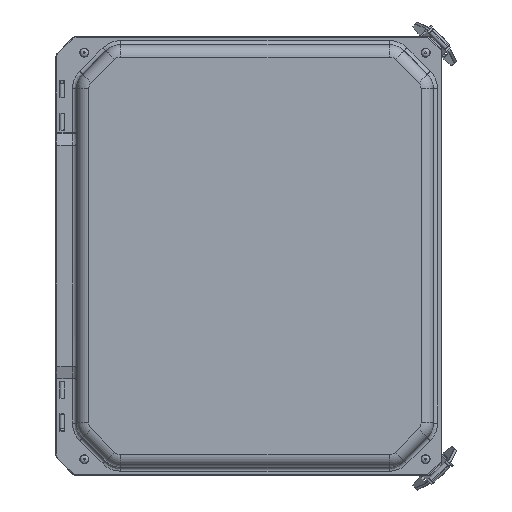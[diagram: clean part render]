
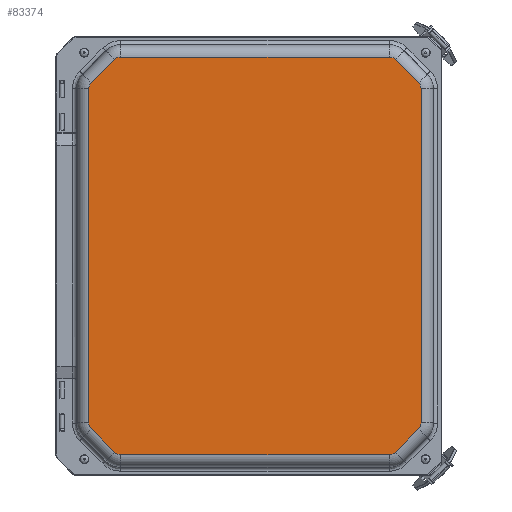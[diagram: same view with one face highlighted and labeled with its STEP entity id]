
A CAD part, top view. The second image highlights one B-rep face of the part: STEP entity #83374.
In plain terms, the highlighted planar face has unit normal (0, 0, 1).
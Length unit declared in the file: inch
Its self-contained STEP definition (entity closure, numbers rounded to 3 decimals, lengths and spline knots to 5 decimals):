
#749 = CARTESIAN_POINT ( 'NONE',  ( -5.0135, -5.29806, 6.312 ) ) ;
#2437 = CARTESIAN_POINT ( 'NONE',  ( -4.11756, -5.835, 6.312 ) ) ;
#3457 = VERTEX_POINT ( 'NONE', #749 ) ;
#4240 = LINE ( 'NONE', #43732, #95757 ) ;
#4906 = LINE ( 'NONE', #76688, #104274 ) ;
#7851 = AXIS2_PLACEMENT_3D ( 'NONE', #42561, #62478, #11728 ) ;
#7896 = VERTEX_POINT ( 'NONE', #19232 ) ;
#7967 = VERTEX_POINT ( 'NONE', #11286 ) ;
#8879 = DIRECTION ( 'NONE',  ( 1., 0., 0. ) ) ;
#9606 = EDGE_CURVE ( 'NONE', #7896, #109426, #120624, .T. ) ;
#11286 = CARTESIAN_POINT ( 'NONE',  ( -4.11756, 6.08886, 6.312 ) ) ;
#11728 = DIRECTION ( 'NONE',  ( 1., 0., 0. ) ) ;
#12506 = DIRECTION ( 'NONE',  ( 0., 0., 1. ) ) ;
#15107 = ORIENTED_EDGE ( 'NONE', *, *, #25618, .T. ) ;
#15970 = EDGE_CURVE ( 'NONE', #7967, #83110, #48957, .T. ) ;
#18553 = CIRCLE ( 'NONE', #76106, 0.25386 ) ;
#19232 = CARTESIAN_POINT ( 'NONE',  ( 4.29706, 6.0145, 6.312 ) ) ;
#20268 = EDGE_CURVE ( 'NONE', #29699, #125460, #127366, .T. ) ;
#20540 = CARTESIAN_POINT ( 'NONE',  ( 4.11756, -6.08886, 6.312 ) ) ;
#21465 = AXIS2_PLACEMENT_3D ( 'NONE', #98818, #57296, #117358 ) ;
#22715 = DIRECTION ( 'NONE',  ( 0., 0., 1. ) ) ;
#24038 = CARTESIAN_POINT ( 'NONE',  ( -4.11756, 5.835, 6.312 ) ) ;
#24257 = EDGE_CURVE ( 'NONE', #109058, #55563, #109845, .T. ) ;
#24376 = ORIENTED_EDGE ( 'NONE', *, *, #93893, .T. ) ;
#24625 = VERTEX_POINT ( 'NONE', #68085 ) ;
#24630 = EDGE_CURVE ( 'NONE', #24625, #29699, #106448, .T. ) ;
#25166 = DIRECTION ( 'NONE',  ( 0.707, -0.707, 0. ) ) ;
#25618 = EDGE_CURVE ( 'NONE', #55563, #96823, #83615, .T. ) ;
#26071 = VERTEX_POINT ( 'NONE', #112490 ) ;
#29699 = VERTEX_POINT ( 'NONE', #20540 ) ;
#31021 = EDGE_CURVE ( 'NONE', #37579, #103435, #54619, .T. ) ;
#32276 = VERTEX_POINT ( 'NONE', #61931 ) ;
#32719 = EDGE_CURVE ( 'NONE', #103435, #3457, #47980, .T. ) ;
#33140 = ORIENTED_EDGE ( 'NONE', *, *, #9606, .T. ) ;
#33363 = DIRECTION ( 'NONE',  ( -0.707, -0.707, 0. ) ) ;
#33398 = VECTOR ( 'NONE', #25166, 39.37008 ) ;
#33575 = CARTESIAN_POINT ( 'NONE',  ( 5.08786, 0., 6.312 ) ) ;
#35333 = AXIS2_PLACEMENT_3D ( 'NONE', #121566, #102552, #122010 ) ;
#35780 = ORIENTED_EDGE ( 'NONE', *, *, #118201, .T. ) ;
#36241 = ORIENTED_EDGE ( 'NONE', *, *, #43780, .T. ) ;
#36485 = ORIENTED_EDGE ( 'NONE', *, *, #15970, .T. ) ;
#36506 = ORIENTED_EDGE ( 'NONE', *, *, #66053, .T. ) ;
#37579 = VERTEX_POINT ( 'NONE', #47242 ) ;
#39495 = DIRECTION ( 'NONE',  ( 1., 0., 0. ) ) ;
#40580 = ORIENTED_EDGE ( 'NONE', *, *, #20268, .T. ) ;
#41042 = LINE ( 'NONE', #107244, #42684 ) ;
#42561 = CARTESIAN_POINT ( 'NONE',  ( 4.834, -5.11856, 6.312 ) ) ;
#42684 = VECTOR ( 'NONE', #87828, 39.37008 ) ;
#43732 = CARTESIAN_POINT ( 'NONE',  ( 4.29706, -6.0145, 6.312 ) ) ;
#43780 = EDGE_CURVE ( 'NONE', #96823, #58317, #106234, .T. ) ;
#45737 = CARTESIAN_POINT ( 'NONE',  ( 4.29706, -6.0145, 6.312 ) ) ;
#46088 = CARTESIAN_POINT ( 'NONE',  ( 0., -6.08886, 6.312 ) ) ;
#47218 = CARTESIAN_POINT ( 'NONE',  ( -4.834, -5.11856, 6.312 ) ) ;
#47242 = CARTESIAN_POINT ( 'NONE',  ( -5.08786, 5.11856, 6.312 ) ) ;
#47637 = DIRECTION ( 'NONE',  ( 0., 0., 1. ) ) ;
#47980 = CIRCLE ( 'NONE', #76454, 0.25386 ) ;
#47998 = CARTESIAN_POINT ( 'NONE',  ( 5.08786, 5.11856, 6.312 ) ) ;
#48023 = VECTOR ( 'NONE', #125581, 39.37008 ) ;
#48957 = CIRCLE ( 'NONE', #73347, 0.25386 ) ;
#51281 = EDGE_CURVE ( 'NONE', #26071, #37579, #78720, .T. ) ;
#53841 = DIRECTION ( 'NONE',  ( 0.707, 0.707, 0. ) ) ;
#54619 = LINE ( 'NONE', #56238, #122557 ) ;
#55563 = VERTEX_POINT ( 'NONE', #88503 ) ;
#55589 = CARTESIAN_POINT ( 'NONE',  ( 4.11756, -5.835, 6.312 ) ) ;
#56238 = CARTESIAN_POINT ( 'NONE',  ( -5.08786, 0., 6.312 ) ) ;
#57296 = DIRECTION ( 'NONE',  ( 0., 0., 1. ) ) ;
#58317 = VERTEX_POINT ( 'NONE', #120583 ) ;
#58926 = CARTESIAN_POINT ( 'NONE',  ( 4.834, 5.11856, 6.312 ) ) ;
#59149 = FACE_OUTER_BOUND ( 'NONE', #118600, .T. ) ;
#61931 = CARTESIAN_POINT ( 'NONE',  ( -4.29706, -6.0145, 6.312 ) ) ;
#62128 = DIRECTION ( 'NONE',  ( 1., 0., 0. ) ) ;
#62478 = DIRECTION ( 'NONE',  ( 0., 0., 1. ) ) ;
#62571 = DIRECTION ( 'NONE',  ( 0., 0., 1. ) ) ;
#64975 = DIRECTION ( 'NONE',  ( 0., 1., 0. ) ) ;
#65211 = ORIENTED_EDGE ( 'NONE', *, *, #51281, .T. ) ;
#66053 = EDGE_CURVE ( 'NONE', #109426, #7967, #41042, .T. ) ;
#66196 = DIRECTION ( 'NONE',  ( 0., -1., 0. ) ) ;
#67846 = DIRECTION ( 'NONE',  ( -0.707, 0.707, 0. ) ) ;
#68085 = CARTESIAN_POINT ( 'NONE',  ( -4.11756, -6.08886, 6.312 ) ) ;
#70377 = ORIENTED_EDGE ( 'NONE', *, *, #97489, .T. ) ;
#73347 = AXIS2_PLACEMENT_3D ( 'NONE', #24038, #22715, #93793 ) ;
#76106 = AXIS2_PLACEMENT_3D ( 'NONE', #2437, #12506, #113568 ) ;
#76454 = AXIS2_PLACEMENT_3D ( 'NONE', #47218, #47637, #8879 ) ;
#76688 = CARTESIAN_POINT ( 'NONE',  ( 5.0135, 5.29806, 6.312 ) ) ;
#77393 = AXIS2_PLACEMENT_3D ( 'NONE', #55589, #126295, #66196 ) ;
#78720 = CIRCLE ( 'NONE', #35333, 0.25386 ) ;
#81595 = CARTESIAN_POINT ( 'NONE',  ( 4.11756, 5.835, 6.312 ) ) ;
#83110 = VERTEX_POINT ( 'NONE', #91026 ) ;
#83374 = ADVANCED_FACE ( 'NONE', ( #59149 ), #107615, .T. ) ;
#83615 = LINE ( 'NONE', #33575, #124666 ) ;
#85665 = CARTESIAN_POINT ( 'NONE',  ( -5.0135, -5.29806, 6.312 ) ) ;
#87116 = CARTESIAN_POINT ( 'NONE',  ( 5.0135, -5.29806, 6.312 ) ) ;
#87732 = ORIENTED_EDGE ( 'NONE', *, *, #24257, .T. ) ;
#87828 = DIRECTION ( 'NONE',  ( -1., 0., 0. ) ) ;
#88503 = CARTESIAN_POINT ( 'NONE',  ( 5.08786, -5.11856, 6.312 ) ) ;
#91026 = CARTESIAN_POINT ( 'NONE',  ( -4.29706, 6.0145, 6.312 ) ) ;
#91570 = EDGE_CURVE ( 'NONE', #58317, #7896, #4906, .T. ) ;
#93793 = DIRECTION ( 'NONE',  ( 0., -1., 0. ) ) ;
#93893 = EDGE_CURVE ( 'NONE', #83110, #26071, #103953, .T. ) ;
#93895 = CARTESIAN_POINT ( 'NONE',  ( -4.29706, 6.0145, 6.312 ) ) ;
#95757 = VECTOR ( 'NONE', #53841, 39.37008 ) ;
#96458 = DIRECTION ( 'NONE',  ( 0., -1., 0. ) ) ;
#96823 = VERTEX_POINT ( 'NONE', #47998 ) ;
#97489 = EDGE_CURVE ( 'NONE', #32276, #24625, #18553, .T. ) ;
#97611 = VECTOR ( 'NONE', #33363, 39.37008 ) ;
#98162 = LINE ( 'NONE', #85665, #33398 ) ;
#98818 = CARTESIAN_POINT ( 'NONE',  ( 0., 0., 6.312 ) ) ;
#101175 = ORIENTED_EDGE ( 'NONE', *, *, #91570, .T. ) ;
#102101 = CARTESIAN_POINT ( 'NONE',  ( 4.11756, 6.08886, 6.312 ) ) ;
#102552 = DIRECTION ( 'NONE',  ( 0., 0., 1. ) ) ;
#103435 = VERTEX_POINT ( 'NONE', #107722 ) ;
#103953 = LINE ( 'NONE', #93895, #97611 ) ;
#104274 = VECTOR ( 'NONE', #67846, 39.37008 ) ;
#106234 = CIRCLE ( 'NONE', #121604, 0.25386 ) ;
#106448 = LINE ( 'NONE', #46088, #48023 ) ;
#107244 = CARTESIAN_POINT ( 'NONE',  ( 0., 6.08886, 6.312 ) ) ;
#107615 = PLANE ( 'NONE',  #21465 ) ;
#107722 = CARTESIAN_POINT ( 'NONE',  ( -5.08786, -5.11856, 6.312 ) ) ;
#109058 = VERTEX_POINT ( 'NONE', #87116 ) ;
#109426 = VERTEX_POINT ( 'NONE', #102101 ) ;
#109845 = CIRCLE ( 'NONE', #7851, 0.25386 ) ;
#111536 = AXIS2_PLACEMENT_3D ( 'NONE', #81595, #62571, #62128 ) ;
#112490 = CARTESIAN_POINT ( 'NONE',  ( -5.0135, 5.29806, 6.312 ) ) ;
#113568 = DIRECTION ( 'NONE',  ( 1., 0., 0. ) ) ;
#117358 = DIRECTION ( 'NONE',  ( 1., 0., 0. ) ) ;
#118201 = EDGE_CURVE ( 'NONE', #3457, #32276, #98162, .T. ) ;
#118600 = EDGE_LOOP ( 'NONE', ( #123733, #35780, #70377, #122692, #40580, #126800, #87732, #15107, #36241, #101175, #33140, #36506, #36485, #24376, #65211, #121837 ) ) ;
#120583 = CARTESIAN_POINT ( 'NONE',  ( 5.0135, 5.29806, 6.312 ) ) ;
#120624 = CIRCLE ( 'NONE', #111536, 0.25386 ) ;
#121566 = CARTESIAN_POINT ( 'NONE',  ( -4.834, 5.11856, 6.312 ) ) ;
#121604 = AXIS2_PLACEMENT_3D ( 'NONE', #58926, #130106, #39495 ) ;
#121837 = ORIENTED_EDGE ( 'NONE', *, *, #31021, .T. ) ;
#122010 = DIRECTION ( 'NONE',  ( 0., -1., 0. ) ) ;
#122557 = VECTOR ( 'NONE', #96458, 39.37008 ) ;
#122692 = ORIENTED_EDGE ( 'NONE', *, *, #24630, .T. ) ;
#123733 = ORIENTED_EDGE ( 'NONE', *, *, #32719, .T. ) ;
#124666 = VECTOR ( 'NONE', #64975, 39.37008 ) ;
#125460 = VERTEX_POINT ( 'NONE', #45737 ) ;
#125581 = DIRECTION ( 'NONE',  ( 1., 0., 0. ) ) ;
#126295 = DIRECTION ( 'NONE',  ( 0., 0., 1. ) ) ;
#126800 = ORIENTED_EDGE ( 'NONE', *, *, #130314, .T. ) ;
#127366 = CIRCLE ( 'NONE', #77393, 0.25386 ) ;
#130106 = DIRECTION ( 'NONE',  ( 0., 0., 1. ) ) ;
#130314 = EDGE_CURVE ( 'NONE', #125460, #109058, #4240, .T. ) ;
